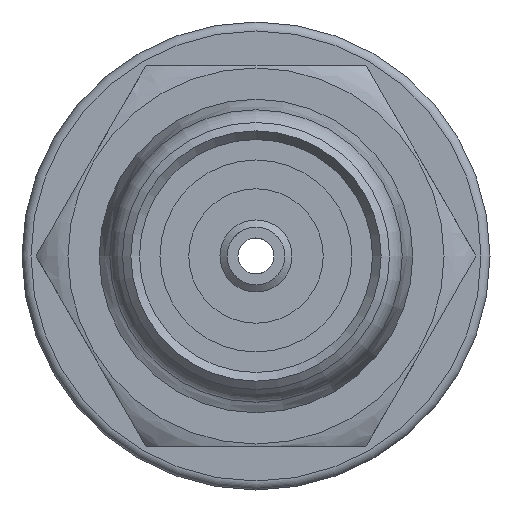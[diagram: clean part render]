
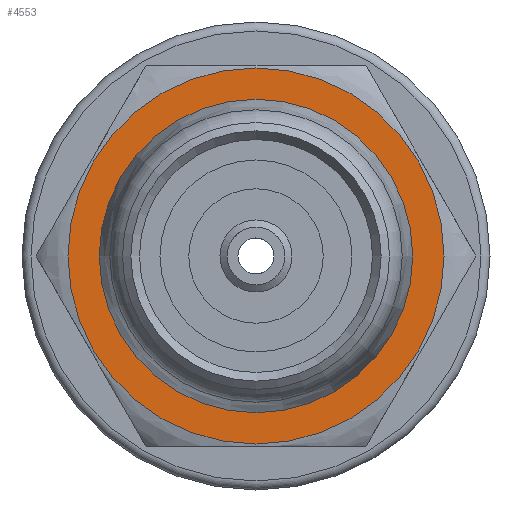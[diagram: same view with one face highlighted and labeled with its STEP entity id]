
A CAD part, left-side view. The second image highlights one B-rep face of the part: STEP entity #4553.
In plain terms, the highlighted planar face has unit normal (-1, 0, 0).
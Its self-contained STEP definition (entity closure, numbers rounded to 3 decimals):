
#1297=ORIENTED_EDGE('',*,*,#2465,.F.);
#1298=ORIENTED_EDGE('',*,*,#2555,.F.);
#2465=EDGE_CURVE('',#3126,#3126,#3572,.T.);
#2555=EDGE_CURVE('',#3216,#3216,#3622,.F.);
#3126=VERTEX_POINT('',#7909);
#3216=VERTEX_POINT('',#8099);
#3572=CIRCLE('',#6234,2.612);
#3622=CIRCLE('',#6294,3.134);
#3824=EDGE_LOOP('',(#1297));
#3825=EDGE_LOOP('',(#1298));
#4162=FACE_BOUND('',#3824,.T.);
#4163=FACE_BOUND('',#3825,.T.);
#4413=PLANE('',#6293);
#4553=ADVANCED_FACE('',(#4162,#4163),#4413,.T.);
#6234=AXIS2_PLACEMENT_3D('',#7908,#6845,#6846);
#6293=AXIS2_PLACEMENT_3D('',#8097,#7003,#7004);
#6294=AXIS2_PLACEMENT_3D('',#8098,#7005,#7006);
#6845=DIRECTION('',(-1.,0.,0.));
#6846=DIRECTION('',(0.,-1.,0.));
#7003=DIRECTION('',(-1.,0.,0.));
#7004=DIRECTION('',(0.,0.,1.));
#7005=DIRECTION('',(-1.,0.,0.));
#7006=DIRECTION('',(0.,0.,1.));
#7908=CARTESIAN_POINT('',(-1.7,0.,0.));
#7909=CARTESIAN_POINT('',(-1.7,-2.612,0.));
#8097=CARTESIAN_POINT('',(-1.7,0.,0.));
#8098=CARTESIAN_POINT('',(-1.7,0.,0.));
#8099=CARTESIAN_POINT('',(-1.7,0.,3.134));
